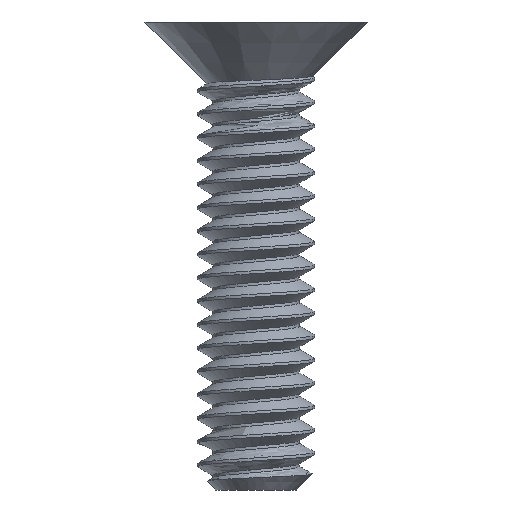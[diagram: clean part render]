
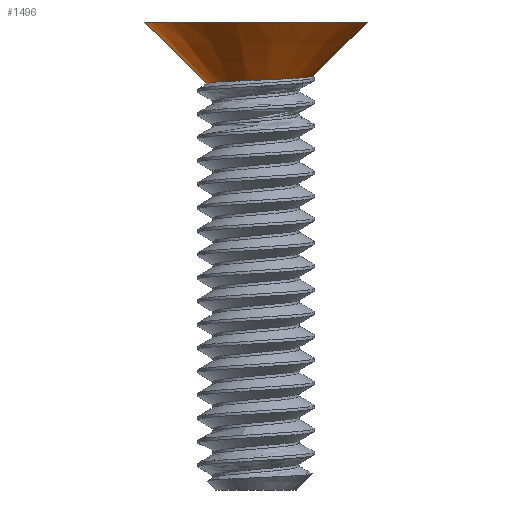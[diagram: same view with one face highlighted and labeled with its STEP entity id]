
A CAD part, left-side view. The second image highlights one B-rep face of the part: STEP entity #1496.
In plain terms, the highlighted conical face has half-angle 45 degrees and reference radius 1 mm.
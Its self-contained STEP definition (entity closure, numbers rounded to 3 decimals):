
#178 = B_SPLINE_CURVE_WITH_KNOTS ( 'NONE', 3,
 ( #865, #3682, #3287, #3639, #1584, #2698, #2567, #2919, #3374, #252, #3037, #1664, #4418, #621, #3255, #1170 ),
 .UNSPECIFIED., .F., .F.,
 ( 4, 2, 2, 2, 2, 2, 2, 4 ),
 ( 0.002, 0.002, 0.003, 0.003, 0.003, 0.004, 0.004, 0.005 ),
 .UNSPECIFIED. ) ;
#245 = CARTESIAN_POINT ( 'NONE',  ( 0., 0., 0.3 ) ) ;
#252 = CARTESIAN_POINT ( 'NONE',  ( -0.905, -0.168, 0.213 ) ) ;
#350 = EDGE_CURVE ( 'NONE', #3849, #4333, #178, .T. ) ;
#600 = DIRECTION ( 'NONE',  ( 0., 0., 1. ) ) ;
#621 = CARTESIAN_POINT ( 'NONE',  ( -0.469, -0.858, 0.248 ) ) ;
#695 = CONICAL_SURFACE ( 'NONE', #4150, 1., 0.785 ) ;
#720 = CARTESIAN_POINT ( 'NONE',  ( 0., 1.9, 1.2 ) ) ;
#865 = CARTESIAN_POINT ( 'NONE',  ( 0., 0.842, 0.142 ) ) ;
#970 = ORIENTED_EDGE ( 'NONE', *, *, #2077, .F. ) ;
#1016 = DIRECTION ( 'NONE',  ( 0., -1., 0. ) ) ;
#1170 = CARTESIAN_POINT ( 'NONE',  ( 0., -0.968, 0.268 ) ) ;
#1185 = DIRECTION ( 'NONE',  ( 0., -0.707, 0.707 ) ) ;
#1218 = CARTESIAN_POINT ( 'NONE',  ( 0., -1.9, 1.2 ) ) ;
#1361 = CARTESIAN_POINT ( 'NONE',  ( 0., -0.968, 0.268 ) ) ;
#1428 = VERTEX_POINT ( 'NONE', #1218 ) ;
#1496 = ADVANCED_FACE ( 'NONE', ( #2066 ), #695, .T. ) ;
#1575 = VECTOR ( 'NONE', #1185, 1000. ) ;
#1584 = CARTESIAN_POINT ( 'NONE',  ( -0.561, 0.676, 0.17 ) ) ;
#1664 = CARTESIAN_POINT ( 'NONE',  ( -0.788, -0.505, 0.228 ) ) ;
#1761 = EDGE_CURVE ( 'NONE', #3849, #2193, #2063, .T. ) ;
#1790 = EDGE_CURVE ( 'NONE', #4333, #1428, #3565, .T. ) ;
#1850 = ORIENTED_EDGE ( 'NONE', *, *, #350, .T. ) ;
#1864 = CARTESIAN_POINT ( 'NONE',  ( 0., 1., 0.3 ) ) ;
#1996 = DIRECTION ( 'NONE',  ( 0., -1., 0. ) ) ;
#2063 = LINE ( 'NONE', #1864, #2646 ) ;
#2066 = FACE_OUTER_BOUND ( 'NONE', #2346, .T. ) ;
#2077 = EDGE_CURVE ( 'NONE', #2193, #1428, #4310, .T. ) ;
#2193 = VERTEX_POINT ( 'NONE', #720 ) ;
#2346 = EDGE_LOOP ( 'NONE', ( #2886, #1850, #3167, #970 ) ) ;
#2567 = CARTESIAN_POINT ( 'NONE',  ( -0.796, 0.406, 0.186 ) ) ;
#2646 = VECTOR ( 'NONE', #2930, 1000. ) ;
#2698 = CARTESIAN_POINT ( 'NONE',  ( -0.73, 0.508, 0.181 ) ) ;
#2886 = ORIENTED_EDGE ( 'NONE', *, *, #1761, .F. ) ;
#2919 = CARTESIAN_POINT ( 'NONE',  ( -0.884, 0.187, 0.196 ) ) ;
#2930 = DIRECTION ( 'NONE',  ( 0., 0.707, 0.707 ) ) ;
#3037 = CARTESIAN_POINT ( 'NONE',  ( -0.88, -0.287, 0.218 ) ) ;
#3081 = DIRECTION ( 'NONE',  ( 0., 0., 1. ) ) ;
#3167 = ORIENTED_EDGE ( 'NONE', *, *, #1790, .T. ) ;
#3255 = CARTESIAN_POINT ( 'NONE',  ( -0.238, -0.959, 0.259 ) ) ;
#3287 = CARTESIAN_POINT ( 'NONE',  ( -0.238, 0.827, 0.152 ) ) ;
#3372 = AXIS2_PLACEMENT_3D ( 'NONE', #3722, #3081, #1016 ) ;
#3374 = CARTESIAN_POINT ( 'NONE',  ( -0.907, 0.068, 0.202 ) ) ;
#3565 = LINE ( 'NONE', #4303, #1575 ) ;
#3639 = CARTESIAN_POINT ( 'NONE',  ( -0.46, 0.741, 0.164 ) ) ;
#3682 = CARTESIAN_POINT ( 'NONE',  ( -0.118, 0.847, 0.147 ) ) ;
#3722 = CARTESIAN_POINT ( 'NONE',  ( 0., 0., 1.2 ) ) ;
#3849 = VERTEX_POINT ( 'NONE', #4473 ) ;
#4150 = AXIS2_PLACEMENT_3D ( 'NONE', #245, #600, #1996 ) ;
#4303 = CARTESIAN_POINT ( 'NONE',  ( 0., -1., 0.3 ) ) ;
#4310 = CIRCLE ( 'NONE', #3372, 1.9 ) ;
#4333 = VERTEX_POINT ( 'NONE', #1361 ) ;
#4418 = CARTESIAN_POINT ( 'NONE',  ( -0.72, -0.605, 0.233 ) ) ;
#4473 = CARTESIAN_POINT ( 'NONE',  ( 0., 0.842, 0.142 ) ) ;
